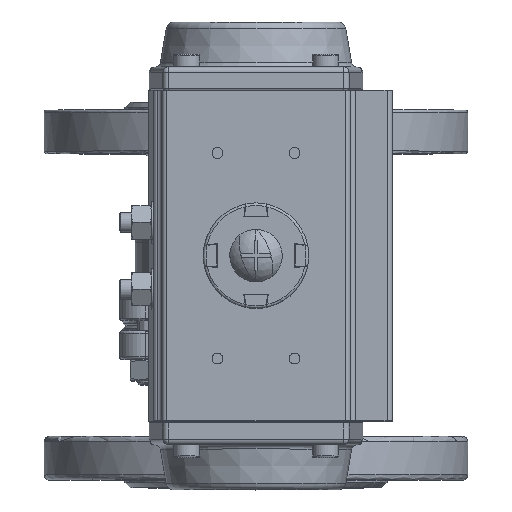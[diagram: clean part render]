
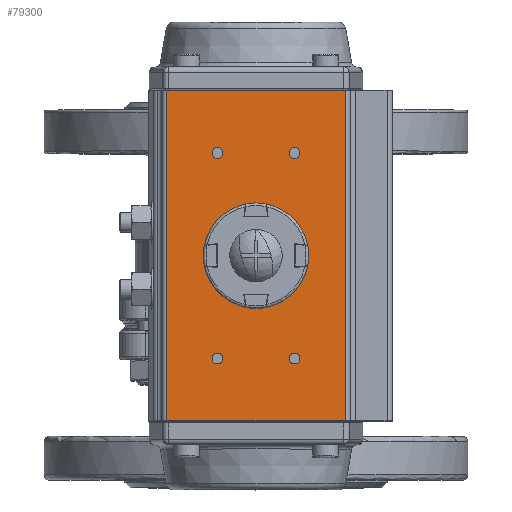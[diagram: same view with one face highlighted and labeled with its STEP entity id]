
A CAD part, top view. The second image highlights one B-rep face of the part: STEP entity #79300.
In plain terms, the highlighted planar face has unit normal (0, 0, 1).
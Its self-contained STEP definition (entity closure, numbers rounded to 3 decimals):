
#79161=CARTESIAN_POINT('',(-34.719,-64.5,183.5));
#79162=DIRECTION('',(0.,-0.,-1.));
#79163=DIRECTION('',(1.,-0.,0.));
#79164=AXIS2_PLACEMENT_3D('',#79161,#79162,#79163);
#79165=PLANE('',#79164);
#79166=CARTESIAN_POINT('',(-15.,37.9,183.5));
#79167=VERTEX_POINT('',#79166);
#79168=CARTESIAN_POINT('',(-15.,42.1,183.5));
#79169=VERTEX_POINT('',#79168);
#79170=CARTESIAN_POINT('',(-15.,40.,183.5));
#79171=DIRECTION('',(0.,0.,1.));
#79172=DIRECTION('',(-0.,-1.,0.));
#79173=AXIS2_PLACEMENT_3D('',#79170,#79171,#79172);
#79174=CIRCLE('',#79173,2.1);
#79175=EDGE_CURVE('NONE',#79167,#79169,#79174,.T.);
#79176=ORIENTED_EDGE('',*,*,#79175,.F.);
#79177=CARTESIAN_POINT('',(-15.,40.,183.5));
#79178=DIRECTION('',(0.,0.,1.));
#79179=DIRECTION('',(-0.,-1.,0.));
#79180=AXIS2_PLACEMENT_3D('',#79177,#79178,#79179);
#79181=CIRCLE('',#79180,2.1);
#79182=EDGE_CURVE('NONE',#79169,#79167,#79181,.T.);
#79183=ORIENTED_EDGE('',*,*,#79182,.F.);
#79184=EDGE_LOOP('',(#79176,#79183));
#79185=FACE_BOUND('',#79184,.T.);
#79186=CARTESIAN_POINT('',(15.,37.9,183.5));
#79187=VERTEX_POINT('',#79186);
#79188=CARTESIAN_POINT('',(15.,42.1,183.5));
#79189=VERTEX_POINT('',#79188);
#79190=CARTESIAN_POINT('',(15.,40.,183.5));
#79191=DIRECTION('',(0.,0.,1.));
#79192=DIRECTION('',(-0.,-1.,0.));
#79193=AXIS2_PLACEMENT_3D('',#79190,#79191,#79192);
#79194=CIRCLE('',#79193,2.1);
#79195=EDGE_CURVE('NONE',#79187,#79189,#79194,.T.);
#79196=ORIENTED_EDGE('',*,*,#79195,.F.);
#79197=CARTESIAN_POINT('',(15.,40.,183.5));
#79198=DIRECTION('',(0.,0.,1.));
#79199=DIRECTION('',(-0.,-1.,0.));
#79200=AXIS2_PLACEMENT_3D('',#79197,#79198,#79199);
#79201=CIRCLE('',#79200,2.1);
#79202=EDGE_CURVE('NONE',#79189,#79187,#79201,.T.);
#79203=ORIENTED_EDGE('',*,*,#79202,.F.);
#79204=EDGE_LOOP('',(#79196,#79203));
#79205=FACE_BOUND('',#79204,.T.);
#79206=CARTESIAN_POINT('',(15.,-42.1,183.5));
#79207=VERTEX_POINT('',#79206);
#79208=CARTESIAN_POINT('',(15.,-37.9,183.5));
#79209=VERTEX_POINT('',#79208);
#79210=CARTESIAN_POINT('',(15.,-40.,183.5));
#79211=DIRECTION('',(0.,0.,1.));
#79212=DIRECTION('',(-0.,-1.,0.));
#79213=AXIS2_PLACEMENT_3D('',#79210,#79211,#79212);
#79214=CIRCLE('',#79213,2.1);
#79215=EDGE_CURVE('NONE',#79207,#79209,#79214,.T.);
#79216=ORIENTED_EDGE('',*,*,#79215,.F.);
#79217=CARTESIAN_POINT('',(15.,-40.,183.5));
#79218=DIRECTION('',(0.,0.,1.));
#79219=DIRECTION('',(-0.,-1.,0.));
#79220=AXIS2_PLACEMENT_3D('',#79217,#79218,#79219);
#79221=CIRCLE('',#79220,2.1);
#79222=EDGE_CURVE('NONE',#79209,#79207,#79221,.T.);
#79223=ORIENTED_EDGE('',*,*,#79222,.F.);
#79224=EDGE_LOOP('',(#79216,#79223));
#79225=FACE_BOUND('',#79224,.T.);
#79226=CARTESIAN_POINT('',(-15.,-42.1,183.5));
#79227=VERTEX_POINT('',#79226);
#79228=CARTESIAN_POINT('',(-15.,-37.9,183.5));
#79229=VERTEX_POINT('',#79228);
#79230=CARTESIAN_POINT('',(-15.,-40.,183.5));
#79231=DIRECTION('',(0.,0.,1.));
#79232=DIRECTION('',(-0.,-1.,0.));
#79233=AXIS2_PLACEMENT_3D('',#79230,#79231,#79232);
#79234=CIRCLE('',#79233,2.1);
#79235=EDGE_CURVE('NONE',#79227,#79229,#79234,.T.);
#79236=ORIENTED_EDGE('',*,*,#79235,.F.);
#79237=CARTESIAN_POINT('',(-15.,-40.,183.5));
#79238=DIRECTION('',(0.,0.,1.));
#79239=DIRECTION('',(-0.,-1.,0.));
#79240=AXIS2_PLACEMENT_3D('',#79237,#79238,#79239);
#79241=CIRCLE('',#79240,2.1);
#79242=EDGE_CURVE('NONE',#79229,#79227,#79241,.T.);
#79243=ORIENTED_EDGE('',*,*,#79242,.F.);
#79244=EDGE_LOOP('',(#79236,#79243));
#79245=FACE_BOUND('',#79244,.T.);
#79246=CARTESIAN_POINT('',(34.719,-64.243,183.5));
#79247=VERTEX_POINT('',#79246);
#79248=CARTESIAN_POINT('',(34.719,64.243,183.5));
#79249=VERTEX_POINT('',#79248);
#79250=CARTESIAN_POINT('',(34.719,-64.243,183.5));
#79251=DIRECTION('',(0.,1.,-0.));
#79252=VECTOR('',#79251,128.487);
#79253=LINE('',#79250,#79252);
#79254=EDGE_CURVE('',#79247,#79249,#79253,.T.);
#79255=ORIENTED_EDGE('',*,*,#79254,.T.);
#79256=CARTESIAN_POINT('',(-34.719,64.243,183.5));
#79257=VERTEX_POINT('',#79256);
#79258=CARTESIAN_POINT('',(34.719,64.243,183.5));
#79259=DIRECTION('',(-1.,0.,-0.));
#79260=VECTOR('',#79259,69.438);
#79261=LINE('',#79258,#79260);
#79262=EDGE_CURVE('',#79249,#79257,#79261,.T.);
#79263=ORIENTED_EDGE('',*,*,#79262,.T.);
#79264=CARTESIAN_POINT('',(-34.719,-64.243,183.5));
#79265=VERTEX_POINT('',#79264);
#79266=CARTESIAN_POINT('',(-34.719,-64.243,183.5));
#79267=DIRECTION('',(0.,1.,-0.));
#79268=VECTOR('',#79267,128.487);
#79269=LINE('',#79266,#79268);
#79270=EDGE_CURVE('',#79265,#79257,#79269,.T.);
#79271=ORIENTED_EDGE('',*,*,#79270,.F.);
#79272=CARTESIAN_POINT('',(-34.719,-64.243,183.5));
#79273=DIRECTION('',(1.,-0.,0.));
#79274=VECTOR('',#79273,69.438);
#79275=LINE('',#79272,#79274);
#79276=EDGE_CURVE('',#79265,#79247,#79275,.T.);
#79277=ORIENTED_EDGE('',*,*,#79276,.T.);
#79278=EDGE_LOOP('',(#79255,#79263,#79271,#79277));
#79279=FACE_BOUND('',#79278,.T.);
#79280=CARTESIAN_POINT('',(0.,9.,183.5));
#79281=VERTEX_POINT('',#79280);
#79282=CARTESIAN_POINT('',(0.,-9.,183.5));
#79283=VERTEX_POINT('',#79282);
#79284=CARTESIAN_POINT('',(0.,-0.,183.5));
#79285=DIRECTION('',(0.,-0.,-1.));
#79286=DIRECTION('',(-0.,-1.,0.));
#79287=AXIS2_PLACEMENT_3D('',#79284,#79285,#79286);
#79288=CIRCLE('',#79287,9.);
#79289=EDGE_CURVE('',#79281,#79283,#79288,.T.);
#79290=ORIENTED_EDGE('',*,*,#79289,.T.);
#79291=CARTESIAN_POINT('',(0.,-0.,183.5));
#79292=DIRECTION('',(0.,-0.,-1.));
#79293=DIRECTION('',(-0.,-1.,0.));
#79294=AXIS2_PLACEMENT_3D('',#79291,#79292,#79293);
#79295=CIRCLE('',#79294,9.);
#79296=EDGE_CURVE('',#79283,#79281,#79295,.T.);
#79297=ORIENTED_EDGE('',*,*,#79296,.T.);
#79298=EDGE_LOOP('',(#79290,#79297));
#79299=FACE_BOUND('',#79298,.T.);
#79300=ADVANCED_FACE('',(#79185,#79205,#79225,#79245,#79279,#79299),#79165,.F.);
